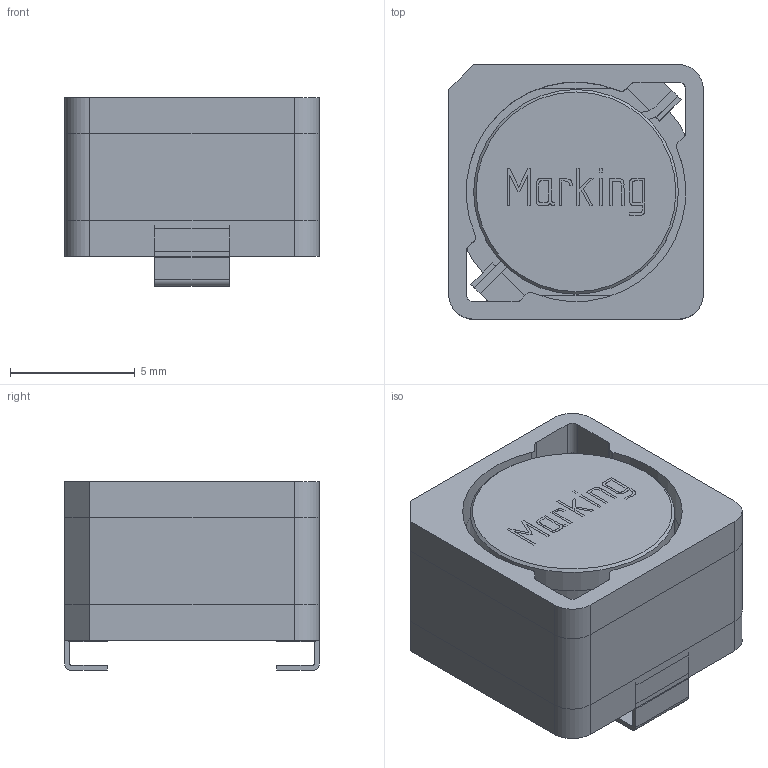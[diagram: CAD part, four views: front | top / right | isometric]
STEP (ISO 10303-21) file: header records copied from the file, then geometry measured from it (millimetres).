
FILE_DESCRIPTION( ( 'Unknown' ), '1' );
FILE_NAME( '7447798xxx.stp', 'Unknown', ( 'Unknown' ), ( 'Unknown' ), 'XStep 1.0', 'Unknown', ' ' );
FILE_SCHEMA( ( 'automotive_design' ) );
Length unit declared in the file: millimetre
Products named in the file (6): Assem1; Kern; Schirmring; Pad
Bounding box: 10.2 x 10.2 x 7.55 mm (x, y, z)
Surface area: 1917.2 mm2
Topology: 10 solids, 10 shells, 428 faces, 1106 edges, 722 vertices
Faces by surface type: plane 304, cylinder 78, extrusion 28, bspline 16, cone 2
Full cylindrical faces by diameter (mm): 5 x2, 8.2 x2
Entity records: 8163 total; most frequent: CARTESIAN_POINT 2074, ORIENTED_EDGE 1096, DIRECTION 878, EDGE_CURVE 548, VERTEX_POINT 359, VECTOR 338, LINE 324, AXIS2_PLACEMENT_3D 270
